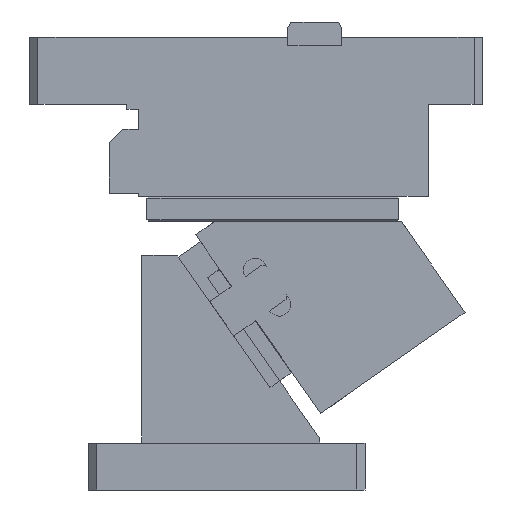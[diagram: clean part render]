
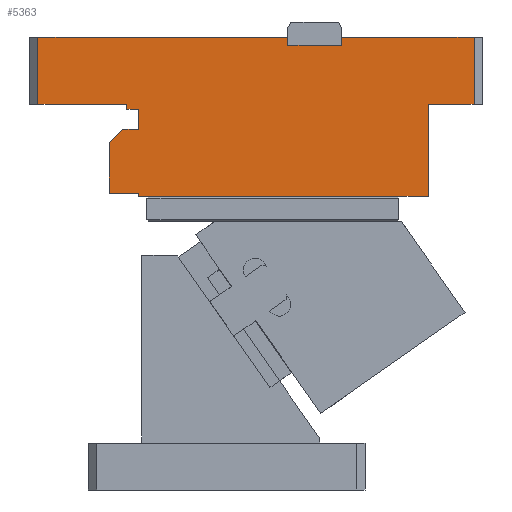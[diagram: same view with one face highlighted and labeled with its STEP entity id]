
A CAD part, front view. The second image highlights one B-rep face of the part: STEP entity #5363.
In plain terms, the highlighted planar face has unit normal (0, -1, 0).
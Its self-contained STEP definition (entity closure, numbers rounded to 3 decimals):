
#4697=CARTESIAN_POINT('Vertex',(23.,0.,230.)) ;
#4700=CARTESIAN_POINT('Line Origine',(-3.5,0.,230.)) ;
#4704=CARTESIAN_POINT('Vertex',(-30.,0.,230.)) ;
#4895=CARTESIAN_POINT('Vertex',(119.,0.,270.)) ;
#4898=CARTESIAN_POINT('Line Origine',(119.,0.,267.5)) ;
#4902=CARTESIAN_POINT('Vertex',(119.,0.,265.)) ;
#5194=CARTESIAN_POINT('Line Origine',(-30.,0.,250.)) ;
#5198=CARTESIAN_POINT('Vertex',(-30.,0.,270.)) ;
#5213=CARTESIAN_POINT('Axis2P3D Location',(28.,0.,222.)) ;
#5218=CARTESIAN_POINT('Line Origine',(204.,0.,230.)) ;
#5222=CARTESIAN_POINT('Vertex',(205.,0.,230.)) ;
#5224=CARTESIAN_POINT('Vertex',(203.,0.,230.)) ;
#5227=CARTESIAN_POINT('Line Origine',(217.5,0.,230.)) ;
#5231=CARTESIAN_POINT('Vertex',(230.,0.,230.)) ;
#5234=CARTESIAN_POINT('Line Origine',(230.,0.,250.)) ;
#5238=CARTESIAN_POINT('Vertex',(230.,0.,270.)) ;
#5241=CARTESIAN_POINT('Line Origine',(190.5,0.,270.)) ;
#5245=CARTESIAN_POINT('Vertex',(151.,0.,270.)) ;
#5248=CARTESIAN_POINT('Line Origine',(151.,0.,267.5)) ;
#5252=CARTESIAN_POINT('Vertex',(151.,0.,265.)) ;
#5255=CARTESIAN_POINT('Line Origine',(135.,0.,265.)) ;
#5260=CARTESIAN_POINT('Line Origine',(44.5,0.,270.)) ;
#5265=CARTESIAN_POINT('Line Origine',(23.,0.,228.5)) ;
#5269=CARTESIAN_POINT('Vertex',(23.,0.,227.)) ;
#5272=CARTESIAN_POINT('Line Origine',(26.5,0.,227.)) ;
#5276=CARTESIAN_POINT('Vertex',(30.,0.,227.)) ;
#5279=CARTESIAN_POINT('Line Origine',(30.,0.,221.)) ;
#5283=CARTESIAN_POINT('Vertex',(30.,0.,215.)) ;
#5286=CARTESIAN_POINT('Line Origine',(25.25,0.,215.)) ;
#5290=CARTESIAN_POINT('Vertex',(20.5,0.,215.)) ;
#5293=CARTESIAN_POINT('Line Origine',(16.5,0.,211.)) ;
#5297=CARTESIAN_POINT('Vertex',(12.5,0.,207.)) ;
#5300=CARTESIAN_POINT('Line Origine',(12.5,0.,192.)) ;
#5304=CARTESIAN_POINT('Vertex',(12.5,0.,177.)) ;
#5307=CARTESIAN_POINT('Line Origine',(21.25,0.,177.)) ;
#5311=CARTESIAN_POINT('Vertex',(30.,0.,177.)) ;
#5314=CARTESIAN_POINT('Line Origine',(30.,0.,176.)) ;
#5318=CARTESIAN_POINT('Vertex',(30.,0.,175.)) ;
#5321=CARTESIAN_POINT('Line Origine',(110.,0.,175.)) ;
#5325=CARTESIAN_POINT('Vertex',(190.,0.,175.)) ;
#5328=CARTESIAN_POINT('Line Origine',(196.5,0.,175.)) ;
#5332=CARTESIAN_POINT('Vertex',(203.,0.,175.)) ;
#5335=CARTESIAN_POINT('Line Origine',(203.,0.,202.5)) ;
#4701=DIRECTION('Vector Direction',(1.,0.,0.)) ;
#4899=DIRECTION('Vector Direction',(0.,0.,1.)) ;
#5195=DIRECTION('Vector Direction',(0.,0.,-1.)) ;
#5214=DIRECTION('Axis2P3D Direction',(0.,-1.,0.)) ;
#5215=DIRECTION('Axis2P3D XDirection',(0.,0.,-1.)) ;
#5219=DIRECTION('Vector Direction',(-1.,0.,0.)) ;
#5228=DIRECTION('Vector Direction',(-1.,0.,0.)) ;
#5235=DIRECTION('Vector Direction',(0.,0.,-1.)) ;
#5242=DIRECTION('Vector Direction',(1.,0.,0.)) ;
#5249=DIRECTION('Vector Direction',(0.,0.,1.)) ;
#5256=DIRECTION('Vector Direction',(-1.,0.,0.)) ;
#5261=DIRECTION('Vector Direction',(1.,0.,0.)) ;
#5266=DIRECTION('Vector Direction',(0.,0.,-1.)) ;
#5273=DIRECTION('Vector Direction',(1.,0.,0.)) ;
#5280=DIRECTION('Vector Direction',(0.,0.,1.)) ;
#5287=DIRECTION('Vector Direction',(-1.,0.,0.)) ;
#5294=DIRECTION('Vector Direction',(-0.707,0.,-0.707)) ;
#5301=DIRECTION('Vector Direction',(0.,0.,-1.)) ;
#5308=DIRECTION('Vector Direction',(1.,0.,0.)) ;
#5315=DIRECTION('Vector Direction',(0.,0.,1.)) ;
#5322=DIRECTION('Vector Direction',(-1.,0.,0.)) ;
#5329=DIRECTION('Vector Direction',(1.,0.,0.)) ;
#5336=DIRECTION('Vector Direction',(0.,0.,1.)) ;
#5216=AXIS2_PLACEMENT_3D('Plane Axis2P3D',#5213,#5214,#5215) ;
#5341=ORIENTED_EDGE('',*,*,#5226,.F.) ;
#5342=ORIENTED_EDGE('',*,*,#5233,.F.) ;
#5343=ORIENTED_EDGE('',*,*,#5240,.F.) ;
#5344=ORIENTED_EDGE('',*,*,#5247,.F.) ;
#5345=ORIENTED_EDGE('',*,*,#5254,.F.) ;
#5346=ORIENTED_EDGE('',*,*,#5259,.T.) ;
#5347=ORIENTED_EDGE('',*,*,#4904,.T.) ;
#5348=ORIENTED_EDGE('',*,*,#5264,.F.) ;
#5349=ORIENTED_EDGE('',*,*,#5200,.T.) ;
#5350=ORIENTED_EDGE('',*,*,#4706,.T.) ;
#5351=ORIENTED_EDGE('',*,*,#5271,.T.) ;
#5352=ORIENTED_EDGE('',*,*,#5278,.F.) ;
#5353=ORIENTED_EDGE('',*,*,#5285,.F.) ;
#5354=ORIENTED_EDGE('',*,*,#5292,.F.) ;
#5355=ORIENTED_EDGE('',*,*,#5299,.F.) ;
#5356=ORIENTED_EDGE('',*,*,#5306,.T.) ;
#5357=ORIENTED_EDGE('',*,*,#5313,.T.) ;
#5358=ORIENTED_EDGE('',*,*,#5320,.F.) ;
#5359=ORIENTED_EDGE('',*,*,#5327,.F.) ;
#5360=ORIENTED_EDGE('',*,*,#5334,.T.) ;
#5361=ORIENTED_EDGE('',*,*,#5339,.T.) ;
#4702=VECTOR('Line Direction',#4701,1.) ;
#4900=VECTOR('Line Direction',#4899,1.) ;
#5196=VECTOR('Line Direction',#5195,1.) ;
#5220=VECTOR('Line Direction',#5219,1.) ;
#5229=VECTOR('Line Direction',#5228,1.) ;
#5236=VECTOR('Line Direction',#5235,1.) ;
#5243=VECTOR('Line Direction',#5242,1.) ;
#5250=VECTOR('Line Direction',#5249,1.) ;
#5257=VECTOR('Line Direction',#5256,1.) ;
#5262=VECTOR('Line Direction',#5261,1.) ;
#5267=VECTOR('Line Direction',#5266,1.) ;
#5274=VECTOR('Line Direction',#5273,1.) ;
#5281=VECTOR('Line Direction',#5280,1.) ;
#5288=VECTOR('Line Direction',#5287,1.) ;
#5295=VECTOR('Line Direction',#5294,1.) ;
#5302=VECTOR('Line Direction',#5301,1.) ;
#5309=VECTOR('Line Direction',#5308,1.) ;
#5316=VECTOR('Line Direction',#5315,1.) ;
#5323=VECTOR('Line Direction',#5322,1.) ;
#5330=VECTOR('Line Direction',#5329,1.) ;
#5337=VECTOR('Line Direction',#5336,1.) ;
#5363=ADVANCED_FACE('CAM HOLDER',(#5362),#5217,.T.) ;
#4706=EDGE_CURVE('',#4705,#4698,#4703,.T.) ;
#4904=EDGE_CURVE('',#4903,#4896,#4901,.T.) ;
#5200=EDGE_CURVE('',#5199,#4705,#5197,.T.) ;
#5226=EDGE_CURVE('',#5223,#5225,#5221,.T.) ;
#5233=EDGE_CURVE('',#5232,#5223,#5230,.T.) ;
#5240=EDGE_CURVE('',#5239,#5232,#5237,.T.) ;
#5247=EDGE_CURVE('',#5246,#5239,#5244,.T.) ;
#5254=EDGE_CURVE('',#5253,#5246,#5251,.T.) ;
#5259=EDGE_CURVE('',#5253,#4903,#5258,.T.) ;
#5264=EDGE_CURVE('',#5199,#4896,#5263,.T.) ;
#5271=EDGE_CURVE('',#4698,#5270,#5268,.T.) ;
#5278=EDGE_CURVE('',#5277,#5270,#5275,.F.) ;
#5285=EDGE_CURVE('',#5284,#5277,#5282,.T.) ;
#5292=EDGE_CURVE('',#5291,#5284,#5289,.F.) ;
#5299=EDGE_CURVE('',#5298,#5291,#5296,.F.) ;
#5306=EDGE_CURVE('',#5298,#5305,#5303,.T.) ;
#5313=EDGE_CURVE('',#5305,#5312,#5310,.T.) ;
#5320=EDGE_CURVE('',#5319,#5312,#5317,.T.) ;
#5327=EDGE_CURVE('',#5326,#5319,#5324,.T.) ;
#5334=EDGE_CURVE('',#5326,#5333,#5331,.T.) ;
#5339=EDGE_CURVE('',#5333,#5225,#5338,.T.) ;
#5340=EDGE_LOOP('',(#5341,#5342,#5343,#5344,#5345,#5346,#5347,#5348,#5349,#5350,#5351,#5352,#5353,#5354,#5355,#5356,#5357,#5358,#5359,#5360,#5361)) ;
#5362=FACE_OUTER_BOUND('',#5340,.T.) ;
#4703=LINE('Line',#4700,#4702) ;
#4901=LINE('Line',#4898,#4900) ;
#5197=LINE('Line',#5194,#5196) ;
#5221=LINE('Line',#5218,#5220) ;
#5230=LINE('Line',#5227,#5229) ;
#5237=LINE('Line',#5234,#5236) ;
#5244=LINE('Line',#5241,#5243) ;
#5251=LINE('Line',#5248,#5250) ;
#5258=LINE('Line',#5255,#5257) ;
#5263=LINE('Line',#5260,#5262) ;
#5268=LINE('Line',#5265,#5267) ;
#5275=LINE('Line',#5272,#5274) ;
#5282=LINE('Line',#5279,#5281) ;
#5289=LINE('Line',#5286,#5288) ;
#5296=LINE('Line',#5293,#5295) ;
#5303=LINE('Line',#5300,#5302) ;
#5310=LINE('Line',#5307,#5309) ;
#5317=LINE('Line',#5314,#5316) ;
#5324=LINE('Line',#5321,#5323) ;
#5331=LINE('Line',#5328,#5330) ;
#5338=LINE('Line',#5335,#5337) ;
#5217=PLANE('Plane',#5216) ;
#4698=VERTEX_POINT('',#4697) ;
#4705=VERTEX_POINT('',#4704) ;
#4896=VERTEX_POINT('',#4895) ;
#4903=VERTEX_POINT('',#4902) ;
#5199=VERTEX_POINT('',#5198) ;
#5223=VERTEX_POINT('',#5222) ;
#5225=VERTEX_POINT('',#5224) ;
#5232=VERTEX_POINT('',#5231) ;
#5239=VERTEX_POINT('',#5238) ;
#5246=VERTEX_POINT('',#5245) ;
#5253=VERTEX_POINT('',#5252) ;
#5270=VERTEX_POINT('',#5269) ;
#5277=VERTEX_POINT('',#5276) ;
#5284=VERTEX_POINT('',#5283) ;
#5291=VERTEX_POINT('',#5290) ;
#5298=VERTEX_POINT('',#5297) ;
#5305=VERTEX_POINT('',#5304) ;
#5312=VERTEX_POINT('',#5311) ;
#5319=VERTEX_POINT('',#5318) ;
#5326=VERTEX_POINT('',#5325) ;
#5333=VERTEX_POINT('',#5332) ;
